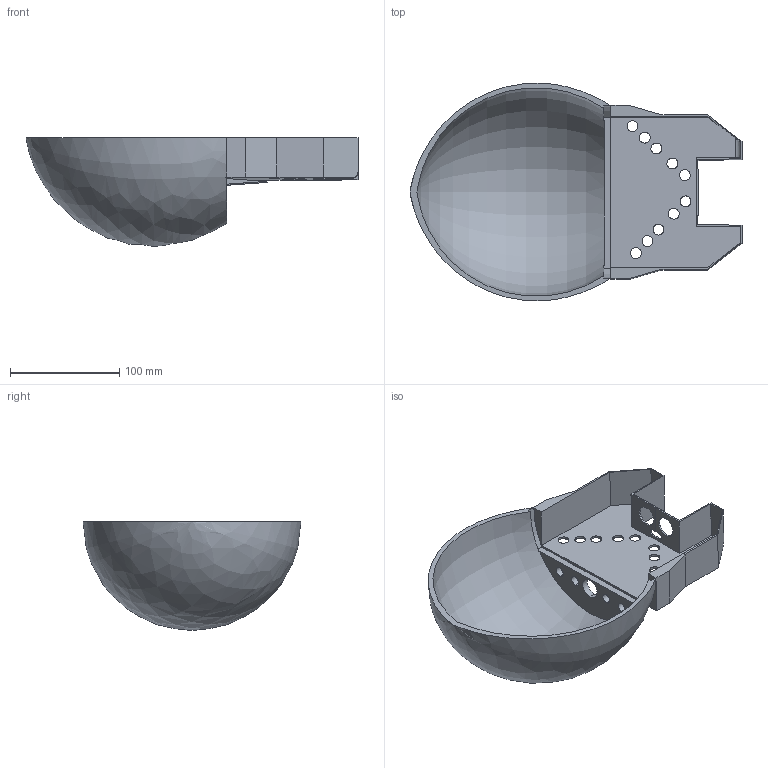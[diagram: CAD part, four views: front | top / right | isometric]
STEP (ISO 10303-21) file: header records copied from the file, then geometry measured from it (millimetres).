
FILE_DESCRIPTION (( 'STEP AP214' ), '1' );
FILE_NAME ('finalUpperChassis.STEP', '2022-06-18T16:06:44', ( '' ), ( '' ), 'SwSTEP 2.0', 'SolidWorks 2021', '' );
FILE_SCHEMA (( 'AUTOMOTIVE_DESIGN' ));
Length unit declared in the file: millimetre
Products named in the file (1): finalUpperChassis
Bounding box: 304.49 x 199.81 x 99.96 mm (x, y, z)
Volume: 319117.3 mm3; surface area: 177966.1 mm2
Topology: 2 solids, 2 shells, 96 faces, 280 edges, 184 vertices
Faces by surface type: plane 53, cylinder 41, torus 1, bspline 1
Entity records: 3275 total; most frequent: CARTESIAN_POINT 733, ORIENTED_EDGE 556, DIRECTION 464, EDGE_CURVE 278, LINE 186, VECTOR 186, VERTEX_POINT 184, AXIS2_PLACEMENT_3D 139
